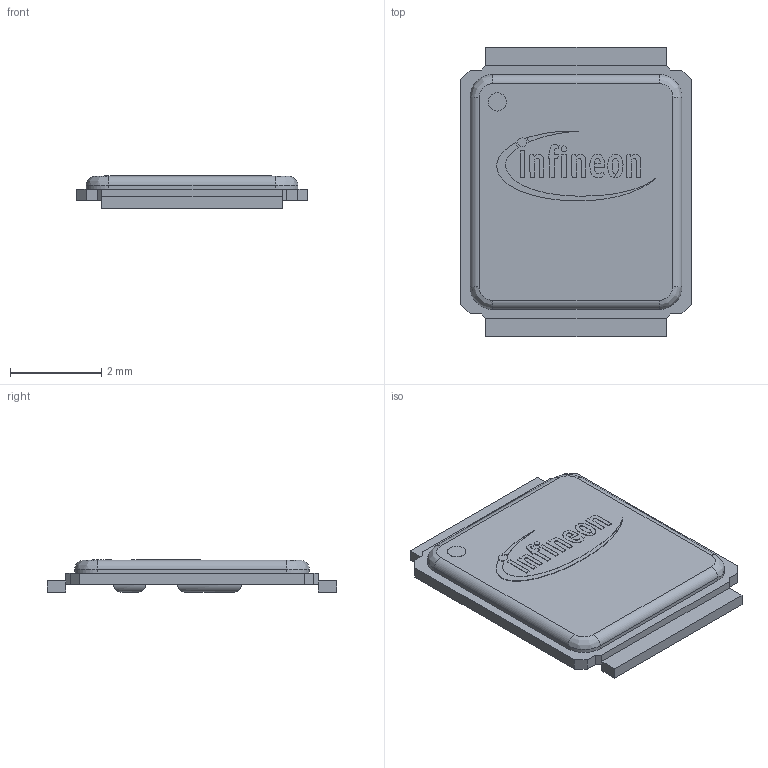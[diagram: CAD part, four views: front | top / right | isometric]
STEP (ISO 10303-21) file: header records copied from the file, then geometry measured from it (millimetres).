
FILE_DESCRIPTION (( 'STEP AP214' ), '1' );
FILE_NAME ('User Library-MG-WDSON-2.STEP', '2016-03-28T03:45:29', ( 'Windows User' ), ( '' ), 'SwSTEP 2.0', 'SolidWorks 2016', '' );
FILE_SCHEMA (( 'AUTOMOTIVE_DESIGN' ));
Length unit declared in the file: millimetre
Products named in the file (27): User Library-MG-WDSON-2_891083072; User Library-MG-WDSON-2_Extruded_2; User Library-MG-WDSON-2_891081408; User Library-MG-WDSON-2_Free-Models; User Library-MG-WDSON-2_Extruded; User Library-MG-WDSON-2_892194160; User Library-MG-WDSON-2_762306576; User Library-MG-WDSON-2_Extruded_10; User Library-MG-WDSON-2_Cylinder; User Library-MG-WDSON-2_781527376; User Library-MG-WDSON-2_BODY_3; User Library-MG-WDSON-2_Extruded_9; User Library-MG-WDSON-2_BODY_2; User Library-MG-WDSON-2_891084096; User Library-MG-WDSON-2_BODY; User Library-MG-WDSON-2_Extruded_8; User Library-MG-WDSON-2_892195696; User Library-MG-WDSON-2; User Library-MG-WDSON-2_Extruded_7; User Library-MG-WDSON-2_891080256; User Library-MG-WDSON-2_Extruded_6; User Library-MG-WDSON-2_891081536; User Library-MG-WDSON-2_Extruded_5; User Library-MG-WDSON-2_891083456; User Library-MG-WDSON-2_Extruded_4; User Library-MG-WDSON-2_891083968; User Library-MG-WDSON-2_Extruded_3
Assembly tree (28 placements, depth 4):
  User Library-MG-WDSON-2
    User Library-MG-WDSON-2_Free-Models
      User Library-MG-WDSON-2_BODY
      User Library-MG-WDSON-2_BODY_2
      User Library-MG-WDSON-2_BODY_3
      User Library-MG-WDSON-2_762306576
        User Library-MG-WDSON-2_Cylinder
      User Library-MG-WDSON-2_891081408  x3
        User Library-MG-WDSON-2_Extruded
      User Library-MG-WDSON-2_891083072
        User Library-MG-WDSON-2_Extruded_2
      User Library-MG-WDSON-2_891083968
        User Library-MG-WDSON-2_Extruded_3
      User Library-MG-WDSON-2_891083456
        User Library-MG-WDSON-2_Extruded_4
      User Library-MG-WDSON-2_891081536
        User Library-MG-WDSON-2_Extruded_5
      User Library-MG-WDSON-2_891080256
        User Library-MG-WDSON-2_Extruded_6
      User Library-MG-WDSON-2_892195696
        User Library-MG-WDSON-2_Extruded_7
      User Library-MG-WDSON-2_891084096
        User Library-MG-WDSON-2_Extruded_8
      User Library-MG-WDSON-2_781527376
        User Library-MG-WDSON-2_Extruded_9
      User Library-MG-WDSON-2_892194160
        User Library-MG-WDSON-2_Extruded_10
Bounding box: 5.05 x 6.35 x 0.71 mm (x, y, z)
Volume: 13.3 mm3; surface area: 124.4 mm2
Topology: 16 solids, 20 shells, 422 faces, 1124 edges, 742 vertices
Faces by surface type: plane 392, cylinder 26, bspline 4
Entity records: 16520 total; most frequent: CARTESIAN_POINT 2196, ORIENTED_EDGE 1976, DIRECTION 1832, EDGE_CURVE 992, VECTOR 948, LINE 948, VERTEX_POINT 654, AXIS2_PLACEMENT_3D 442
